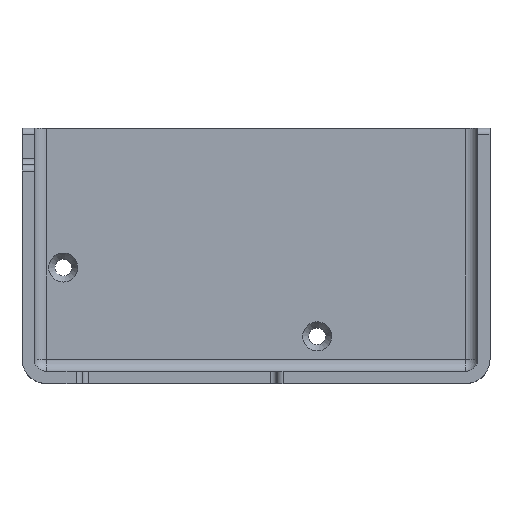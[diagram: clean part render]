
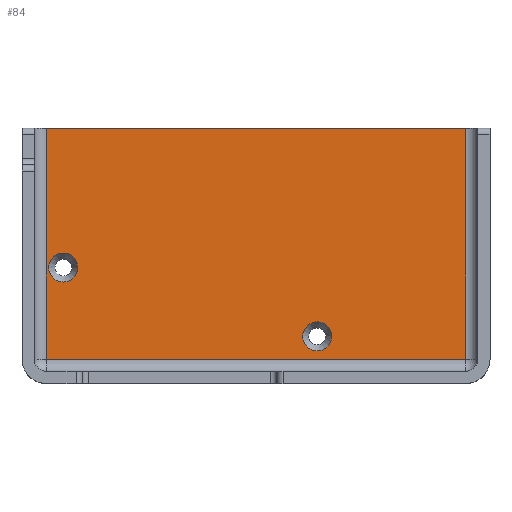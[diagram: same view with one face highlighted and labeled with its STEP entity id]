
A CAD part, top view. The second image highlights one B-rep face of the part: STEP entity #84.
In plain terms, the highlighted planar face has unit normal (0, 0, 1).
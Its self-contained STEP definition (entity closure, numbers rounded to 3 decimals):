
#63=FACE_BOUND('',#180,.T.);
#64=FACE_BOUND('',#181,.T.);
#65=FACE_BOUND('',#182,.T.);
#84=ADVANCED_FACE('',(#63,#64,#65),#126,.T.);
#126=PLANE('',#791);
#180=EDGE_LOOP('',(#346));
#181=EDGE_LOOP('',(#347));
#182=EDGE_LOOP('',(#348,#349,#350,#351));
#244=CIRCLE('',#789,4.75);
#245=CIRCLE('',#790,4.75);
#346=ORIENTED_EDGE('',*,*,#603,.T.);
#347=ORIENTED_EDGE('',*,*,#604,.T.);
#348=ORIENTED_EDGE('',*,*,#605,.T.);
#349=ORIENTED_EDGE('',*,*,#606,.T.);
#350=ORIENTED_EDGE('',*,*,#581,.T.);
#351=ORIENTED_EDGE('',*,*,#607,.T.);
#510=VERTEX_POINT('',#1170);
#511=VERTEX_POINT('',#1172);
#524=VERTEX_POINT('',#1212);
#525=VERTEX_POINT('',#1214);
#526=VERTEX_POINT('',#1216);
#527=VERTEX_POINT('',#1217);
#581=EDGE_CURVE('',#511,#510,#666,.T.);
#603=EDGE_CURVE('',#524,#524,#244,.T.);
#604=EDGE_CURVE('',#525,#525,#245,.T.);
#605=EDGE_CURVE('',#526,#527,#679,.T.);
#606=EDGE_CURVE('',#527,#511,#680,.T.);
#607=EDGE_CURVE('',#510,#526,#681,.T.);
#666=LINE('',#1171,#726);
#679=LINE('',#1215,#739);
#680=LINE('',#1218,#740);
#681=LINE('',#1219,#741);
#726=VECTOR('',#917,1.);
#739=VECTOR('',#962,1.);
#740=VECTOR('',#963,1.);
#741=VECTOR('',#964,1.);
#789=AXIS2_PLACEMENT_3D('',#1211,#958,#959);
#790=AXIS2_PLACEMENT_3D('',#1213,#960,#961);
#791=AXIS2_PLACEMENT_3D('',#1220,#965,#966);
#917=DIRECTION('',(-1.,0.,0.));
#958=DIRECTION('',(0.,0.,-1.));
#959=DIRECTION('',(-1.,0.,0.));
#960=DIRECTION('',(0.,0.,-1.));
#961=DIRECTION('',(-1.,0.,0.));
#962=DIRECTION('',(1.,0.,0.));
#963=DIRECTION('',(0.,1.,0.));
#964=DIRECTION('',(0.,-1.,0.));
#965=DIRECTION('',(0.,0.,1.));
#966=DIRECTION('',(1.,0.,0.));
#1170=CARTESIAN_POINT('',(13.5,-3.,6.));
#1171=CARTESIAN_POINT('',(148.,-3.,6.));
#1172=CARTESIAN_POINT('',(150.5,-3.,6.));
#1211=CARTESIAN_POINT('',(102.,-71.,6.));
#1212=CARTESIAN_POINT('',(97.25,-71.,6.));
#1213=CARTESIAN_POINT('',(19.,-48.5,6.));
#1214=CARTESIAN_POINT('',(14.25,-48.5,6.));
#1215=CARTESIAN_POINT('',(0.,-78.5,6.));
#1216=CARTESIAN_POINT('',(13.5,-78.5,6.));
#1217=CARTESIAN_POINT('',(150.5,-78.5,6.));
#1218=CARTESIAN_POINT('',(150.5,0.,6.));
#1219=CARTESIAN_POINT('',(13.5,0.,6.));
#1220=CARTESIAN_POINT('',(0.,0.,6.));
